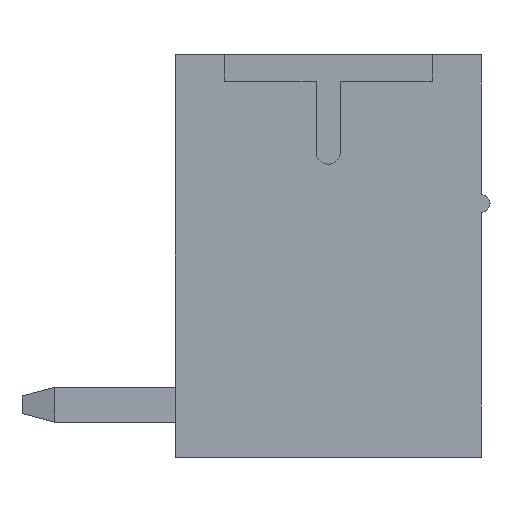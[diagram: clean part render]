
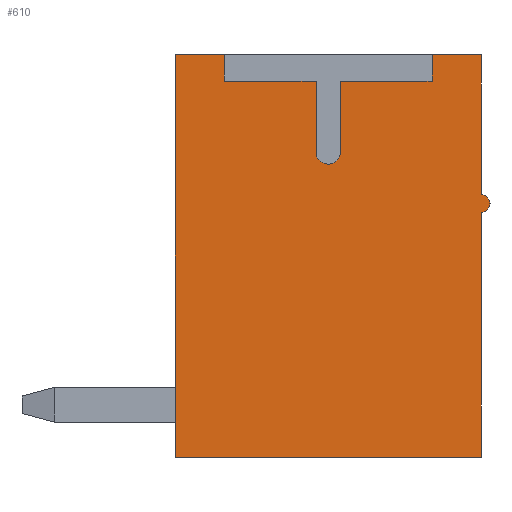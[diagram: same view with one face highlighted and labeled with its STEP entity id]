
A CAD part, left-side view. The second image highlights one B-rep face of the part: STEP entity #610.
In plain terms, the highlighted planar face has unit normal (-1, 0, 0).
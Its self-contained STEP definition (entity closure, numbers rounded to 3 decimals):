
#610 = ADVANCED_FACE( '', ( #1247 ), #1248, .F. );
#1247 = FACE_OUTER_BOUND( '', #1920, .T. );
#1248 = PLANE( '', #1921 );
#1920 = EDGE_LOOP( '', ( #3499, #3500, #3501, #3502, #3503, #3504, #3505, #3506, #3507, #3508, #3509, #3510, #3511, #3512 ) );
#1921 = AXIS2_PLACEMENT_3D( '', #3513, #3514, #3515 );
#3499 = ORIENTED_EDGE( '', *, *, #4189, .T. );
#3500 = ORIENTED_EDGE( '', *, *, #4818, .T. );
#3501 = ORIENTED_EDGE( '', *, *, #4819, .T. );
#3502 = ORIENTED_EDGE( '', *, *, #4544, .T. );
#3503 = ORIENTED_EDGE( '', *, *, #4360, .T. );
#3504 = ORIENTED_EDGE( '', *, *, #4520, .T. );
#3505 = ORIENTED_EDGE( '', *, *, #4820, .T. );
#3506 = ORIENTED_EDGE( '', *, *, #4799, .T. );
#3507 = ORIENTED_EDGE( '', *, *, #4642, .T. );
#3508 = ORIENTED_EDGE( '', *, *, #4821, .T. );
#3509 = ORIENTED_EDGE( '', *, *, #4822, .T. );
#3510 = ORIENTED_EDGE( '', *, *, #4607, .T. );
#3511 = ORIENTED_EDGE( '', *, *, #4254, .T. );
#3512 = ORIENTED_EDGE( '', *, *, #4271, .T. );
#3513 = CARTESIAN_POINT( '', ( -8.065, 0., 2.375 ) );
#3514 = DIRECTION( '', ( 1., 0., 0. ) );
#3515 = DIRECTION( '', ( 0., 0., -1. ) );
#4189 = EDGE_CURVE( '', #5031, #5032, #5033, .T. );
#4254 = EDGE_CURVE( '', #5150, #5151, #5152, .T. );
#4271 = EDGE_CURVE( '', #5151, #5031, #5179, .F. );
#4360 = EDGE_CURVE( '', #5329, #5327, #5330, .T. );
#4520 = EDGE_CURVE( '', #5327, #5584, #5586, .T. );
#4544 = EDGE_CURVE( '', #5620, #5329, #5621, .T. );
#4607 = EDGE_CURVE( '', #5712, #5150, #5713, .T. );
#4642 = EDGE_CURVE( '', #5769, #5767, #5770, .T. );
#4799 = EDGE_CURVE( '', #5978, #5769, #5979, .T. );
#4818 = EDGE_CURVE( '', #5032, #5998, #5999, .T. );
#4819 = EDGE_CURVE( '', #5998, #5620, #6000, .T. );
#4820 = EDGE_CURVE( '', #5584, #5978, #6001, .T. );
#4821 = EDGE_CURVE( '', #5767, #6002, #6003, .T. );
#4822 = EDGE_CURVE( '', #6002, #5712, #6004, .T. );
#5031 = VERTEX_POINT( '', #6264 );
#5032 = VERTEX_POINT( '', #6265 );
#5033 = LINE( '', #6266, #6267 );
#5150 = VERTEX_POINT( '', #6431 );
#5151 = VERTEX_POINT( '', #6432 );
#5152 = LINE( '', #6433, #6434 );
#5179 = CIRCLE( '', #6474, 0.2 );
#5327 = VERTEX_POINT( '', #6688 );
#5329 = VERTEX_POINT( '', #6691 );
#5330 = LINE( '', #6692, #6693 );
#5584 = VERTEX_POINT( '', #7066 );
#5586 = CIRCLE( '', #7069, 0.275 );
#5620 = VERTEX_POINT( '', #7117 );
#5621 = LINE( '', #7118, #7119 );
#5712 = VERTEX_POINT( '', #7252 );
#5713 = LINE( '', #7253, #7254 );
#5767 = VERTEX_POINT( '', #7336 );
#5769 = VERTEX_POINT( '', #7339 );
#5770 = LINE( '', #7340, #7341 );
#5978 = VERTEX_POINT( '', #7651 );
#5979 = LINE( '', #7652, #7653 );
#5998 = VERTEX_POINT( '', #7682 );
#5999 = LINE( '', #7683, #7684 );
#6000 = LINE( '', #7685, #7686 );
#6001 = LINE( '', #7687, #7688 );
#6002 = VERTEX_POINT( '', #7689 );
#6003 = LINE( '', #7690, #7691 );
#6004 = LINE( '', #7692, #7693 );
#6264 = CARTESIAN_POINT( '', ( -8.065, -3.5, 1.4 ) );
#6265 = CARTESIAN_POINT( '', ( -8.065, -3.5, 4.6 ) );
#6266 = CARTESIAN_POINT( '', ( -8.065, -3.5, 1.4 ) );
#6267 = VECTOR( '', #7911, 1000. );
#6431 = CARTESIAN_POINT( '', ( -8.065, -3.5, -4.6 ) );
#6432 = CARTESIAN_POINT( '', ( -8.065, -3.5, 1. ) );
#6433 = CARTESIAN_POINT( '', ( -8.065, -3.5, -4.6 ) );
#6434 = VECTOR( '', #7980, 1000. );
#6474 = AXIS2_PLACEMENT_3D( '', #7994, #7995, #7996 );
#6688 = CARTESIAN_POINT( '', ( -8.065, -0.275, 2.375 ) );
#6691 = CARTESIAN_POINT( '', ( -8.065, -0.275, 4. ) );
#6692 = CARTESIAN_POINT( '', ( -8.065, -0.275, 4. ) );
#6693 = VECTOR( '', #8076, 1000. );
#7066 = CARTESIAN_POINT( '', ( -8.065, 0.275, 2.375 ) );
#7069 = AXIS2_PLACEMENT_3D( '', #8224, #8225, #8226 );
#7117 = CARTESIAN_POINT( '', ( -8.065, -2.375, 4. ) );
#7118 = CARTESIAN_POINT( '', ( -8.065, -2.375, 4. ) );
#7119 = VECTOR( '', #8247, 1000. );
#7252 = CARTESIAN_POINT( '', ( -8.065, 3.5, -4.6 ) );
#7253 = CARTESIAN_POINT( '', ( -8.065, 3.5, -4.6 ) );
#7254 = VECTOR( '', #8299, 1000. );
#7336 = CARTESIAN_POINT( '', ( -8.065, 2.375, 4.6 ) );
#7339 = CARTESIAN_POINT( '', ( -8.065, 2.375, 4. ) );
#7340 = CARTESIAN_POINT( '', ( -8.065, 2.375, 4. ) );
#7341 = VECTOR( '', #8329, 1000. );
#7651 = CARTESIAN_POINT( '', ( -8.065, 0.275, 4. ) );
#7652 = CARTESIAN_POINT( '', ( -8.065, 0.275, 4. ) );
#7653 = VECTOR( '', #8453, 1000. );
#7682 = CARTESIAN_POINT( '', ( -8.065, -2.375, 4.6 ) );
#7683 = CARTESIAN_POINT( '', ( -8.065, -3.871, 4.6 ) );
#7684 = VECTOR( '', #8464, 1000. );
#7685 = CARTESIAN_POINT( '', ( -8.065, -2.375, 4.6 ) );
#7686 = VECTOR( '', #8465, 1000. );
#7687 = CARTESIAN_POINT( '', ( -8.065, 0.275, 2.375 ) );
#7688 = VECTOR( '', #8466, 1000. );
#7689 = CARTESIAN_POINT( '', ( -8.065, 3.5, 4.6 ) );
#7690 = CARTESIAN_POINT( '', ( -8.065, 2.375, 4.6 ) );
#7691 = VECTOR( '', #8467, 1000. );
#7692 = CARTESIAN_POINT( '', ( -8.065, 3.5, 4.6 ) );
#7693 = VECTOR( '', #8468, 1000. );
#7911 = DIRECTION( '', ( 0., 0., 1. ) );
#7980 = DIRECTION( '', ( 0., 0., 1. ) );
#7994 = CARTESIAN_POINT( '', ( -8.065, -3.5, 1.2 ) );
#7995 = DIRECTION( '', ( 1., 0., 0. ) );
#7996 = DIRECTION( '', ( 0., 0., -1. ) );
#8076 = DIRECTION( '', ( 0., 0., -1. ) );
#8224 = CARTESIAN_POINT( '', ( -8.065, 0., 2.375 ) );
#8225 = DIRECTION( '', ( 1., 0., 0. ) );
#8226 = DIRECTION( '', ( 0., -1., 0. ) );
#8247 = DIRECTION( '', ( 0., 1., 0. ) );
#8299 = DIRECTION( '', ( 0., -1., 0. ) );
#8329 = DIRECTION( '', ( 0., 0., 1. ) );
#8453 = DIRECTION( '', ( 0., 1., 0. ) );
#8464 = DIRECTION( '', ( 0., 1., 0. ) );
#8465 = DIRECTION( '', ( 0., 0., -1. ) );
#8466 = DIRECTION( '', ( 0., 0., 1. ) );
#8467 = DIRECTION( '', ( 0., 1., 0. ) );
#8468 = DIRECTION( '', ( 0., 0., -1. ) );
